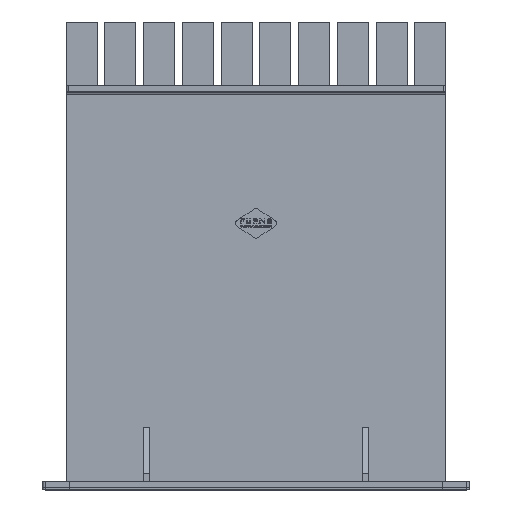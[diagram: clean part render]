
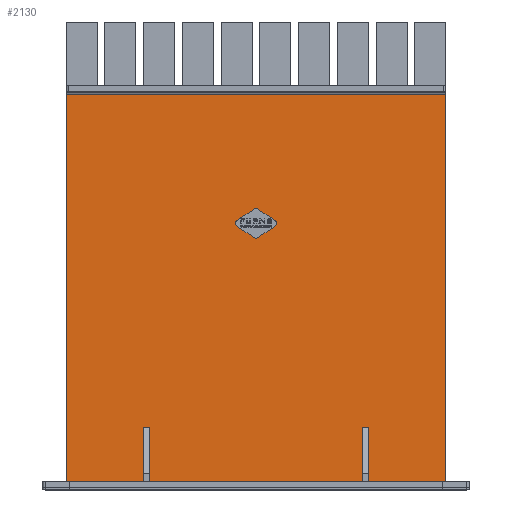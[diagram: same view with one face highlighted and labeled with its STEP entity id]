
A CAD part, top view. The second image highlights one B-rep face of the part: STEP entity #2130.
In plain terms, the highlighted planar face has unit normal (0, 0, 1).
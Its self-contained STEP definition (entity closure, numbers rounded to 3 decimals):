
#7 = ORIENTED_EDGE ( 'NONE', *, *, #16333, .F. ) ;
#50 = EDGE_CURVE ( 'NONE', #2873, #1263, #14784, .T. ) ;
#68 = EDGE_CURVE ( 'NONE', #4853, #13396, #1614, .T. ) ;
#179 = DIRECTION ( 'NONE',  ( 0., 1., 0. ) ) ;
#866 = VECTOR ( 'NONE', #12348, 1000. ) ;
#944 = ORIENTED_EDGE ( 'NONE', *, *, #68, .T. ) ;
#1263 = VERTEX_POINT ( 'NONE', #16757 ) ;
#1441 = VECTOR ( 'NONE', #19107, 1000. ) ;
#1499 = CARTESIAN_POINT ( 'NONE',  ( 75., -261., 0. ) ) ;
#1532 = CARTESIAN_POINT ( 'NONE',  ( -75., -261., 0. ) ) ;
#1601 = EDGE_CURVE ( 'NONE', #14897, #1263, #19838, .T. ) ;
#1614 = LINE ( 'NONE', #13196, #14035 ) ;
#1874 = CARTESIAN_POINT ( 'NONE',  ( -245., 244., 0. ) ) ;
#1907 = DIRECTION ( 'NONE',  ( -1., 0., 0. ) ) ;
#2006 = EDGE_CURVE ( 'NONE', #15520, #2873, #2211, .T. ) ;
#2130 = ADVANCED_FACE ( 'NONE', ( #8647 ), #10047, .F. ) ;
#2211 = LINE ( 'NONE', #20284, #6849 ) ;
#2873 = VERTEX_POINT ( 'NONE', #10630 ) ;
#3115 = ORIENTED_EDGE ( 'NONE', *, *, #13927, .T. ) ;
#3284 = VERTEX_POINT ( 'NONE', #5309 ) ;
#3372 = DIRECTION ( 'NONE',  ( 1., 0., 0. ) ) ;
#3437 = DIRECTION ( 'NONE',  ( 0., 1., 0. ) ) ;
#3633 = DIRECTION ( 'NONE',  ( 0., -1., 0. ) ) ;
#3677 = ORIENTED_EDGE ( 'NONE', *, *, #50, .F. ) ;
#3927 = EDGE_CURVE ( 'NONE', #12333, #7889, #16554, .T. ) ;
#4853 = VERTEX_POINT ( 'NONE', #6468 ) ;
#4897 = ORIENTED_EDGE ( 'NONE', *, *, #1601, .T. ) ;
#5128 = CARTESIAN_POINT ( 'NONE',  ( 75., -255., 0. ) ) ;
#5166 = LINE ( 'NONE', #1499, #5779 ) ;
#5309 = CARTESIAN_POINT ( 'NONE',  ( 245., -255., 0. ) ) ;
#5779 = VECTOR ( 'NONE', #3437, 1000. ) ;
#5944 = EDGE_CURVE ( 'NONE', #15520, #4853, #9353, .T. ) ;
#6202 = CARTESIAN_POINT ( 'NONE',  ( 105., -261., 0. ) ) ;
#6444 = EDGE_CURVE ( 'NONE', #18416, #13396, #5166, .T. ) ;
#6447 = DIRECTION ( 'NONE',  ( 0., 1., 0. ) ) ;
#6468 = CARTESIAN_POINT ( 'NONE',  ( -75., -255., 0. ) ) ;
#6821 = DIRECTION ( 'NONE',  ( 0., 1., 0. ) ) ;
#6849 = VECTOR ( 'NONE', #8753, 1000. ) ;
#6875 = CARTESIAN_POINT ( 'NONE',  ( -245., -255., 0. ) ) ;
#6984 = ORIENTED_EDGE ( 'NONE', *, *, #5944, .T. ) ;
#7217 = CARTESIAN_POINT ( 'NONE',  ( -245., 244., 0. ) ) ;
#7889 = VERTEX_POINT ( 'NONE', #9078 ) ;
#8097 = CARTESIAN_POINT ( 'NONE',  ( -245., -255., 0. ) ) ;
#8152 = ORIENTED_EDGE ( 'NONE', *, *, #2006, .F. ) ;
#8153 = VECTOR ( 'NONE', #179, 1000. ) ;
#8352 = CARTESIAN_POINT ( 'NONE',  ( -245., -255., 0. ) ) ;
#8461 = EDGE_LOOP ( 'NONE', ( #7, #13108, #4897, #3677, #8152, #6984, #944, #10169, #20430, #11866, #15458, #3115 ) ) ;
#8647 = FACE_OUTER_BOUND ( 'NONE', #8461, .T. ) ;
#8753 = DIRECTION ( 'NONE',  ( -1., 0., 0. ) ) ;
#9078 = CARTESIAN_POINT ( 'NONE',  ( 105., -255., 0. ) ) ;
#9353 = LINE ( 'NONE', #1532, #14351 ) ;
#9395 = AXIS2_PLACEMENT_3D ( 'NONE', #16569, #15166, #1907 ) ;
#9936 = CARTESIAN_POINT ( 'NONE',  ( 105., -261., 0. ) ) ;
#9943 = VECTOR ( 'NONE', #6447, 1000. ) ;
#10047 = PLANE ( 'NONE',  #9395 ) ;
#10169 = ORIENTED_EDGE ( 'NONE', *, *, #6444, .F. ) ;
#10580 = VECTOR ( 'NONE', #3372, 1000. ) ;
#10630 = CARTESIAN_POINT ( 'NONE',  ( -105., -261., 0. ) ) ;
#11423 = VECTOR ( 'NONE', #3633, 1000. ) ;
#11473 = DIRECTION ( 'NONE',  ( 1., 0., 0. ) ) ;
#11820 = VECTOR ( 'NONE', #6821, 1000. ) ;
#11866 = ORIENTED_EDGE ( 'NONE', *, *, #3927, .T. ) ;
#12333 = VERTEX_POINT ( 'NONE', #13367 ) ;
#12348 = DIRECTION ( 'NONE',  ( 1., 0., 0. ) ) ;
#13108 = ORIENTED_EDGE ( 'NONE', *, *, #18410, .T. ) ;
#13196 = CARTESIAN_POINT ( 'NONE',  ( -245., -255., 0. ) ) ;
#13367 = CARTESIAN_POINT ( 'NONE',  ( 105., -261., 0. ) ) ;
#13396 = VERTEX_POINT ( 'NONE', #5128 ) ;
#13451 = CARTESIAN_POINT ( 'NONE',  ( 245., -255., 0. ) ) ;
#13927 = EDGE_CURVE ( 'NONE', #3284, #16243, #18531, .T. ) ;
#13943 = CARTESIAN_POINT ( 'NONE',  ( -245., -255., 0. ) ) ;
#14035 = VECTOR ( 'NONE', #11473, 1000. ) ;
#14076 = VERTEX_POINT ( 'NONE', #1874 ) ;
#14351 = VECTOR ( 'NONE', #15874, 1000. ) ;
#14605 = CARTESIAN_POINT ( 'NONE',  ( 245., 244., 0. ) ) ;
#14784 = LINE ( 'NONE', #19693, #9943 ) ;
#14897 = VERTEX_POINT ( 'NONE', #6875 ) ;
#15083 = LINE ( 'NONE', #8352, #11423 ) ;
#15122 = LINE ( 'NONE', #7217, #19310 ) ;
#15166 = DIRECTION ( 'NONE',  ( 0., 0., -1. ) ) ;
#15390 = LINE ( 'NONE', #6202, #1441 ) ;
#15458 = ORIENTED_EDGE ( 'NONE', *, *, #16532, .T. ) ;
#15520 = VERTEX_POINT ( 'NONE', #20077 ) ;
#15536 = LINE ( 'NONE', #13943, #866 ) ;
#15874 = DIRECTION ( 'NONE',  ( 0., 1., 0. ) ) ;
#16243 = VERTEX_POINT ( 'NONE', #14605 ) ;
#16333 = EDGE_CURVE ( 'NONE', #14076, #16243, #15122, .T. ) ;
#16532 = EDGE_CURVE ( 'NONE', #7889, #3284, #15536, .T. ) ;
#16554 = LINE ( 'NONE', #9936, #8153 ) ;
#16569 = CARTESIAN_POINT ( 'NONE',  ( 0., 0., 0. ) ) ;
#16757 = CARTESIAN_POINT ( 'NONE',  ( -105., -255., 0. ) ) ;
#16931 = DIRECTION ( 'NONE',  ( 1., 0., 0. ) ) ;
#18410 = EDGE_CURVE ( 'NONE', #14076, #14897, #15083, .T. ) ;
#18416 = VERTEX_POINT ( 'NONE', #19877 ) ;
#18531 = LINE ( 'NONE', #13451, #11820 ) ;
#18606 = EDGE_CURVE ( 'NONE', #12333, #18416, #15390, .T. ) ;
#19107 = DIRECTION ( 'NONE',  ( -1., 0., 0. ) ) ;
#19310 = VECTOR ( 'NONE', #16931, 1000. ) ;
#19693 = CARTESIAN_POINT ( 'NONE',  ( -105., -261., 0. ) ) ;
#19838 = LINE ( 'NONE', #8097, #10580 ) ;
#19877 = CARTESIAN_POINT ( 'NONE',  ( 75., -261., 0. ) ) ;
#20077 = CARTESIAN_POINT ( 'NONE',  ( -75., -261., 0. ) ) ;
#20284 = CARTESIAN_POINT ( 'NONE',  ( -105., -261., 0. ) ) ;
#20430 = ORIENTED_EDGE ( 'NONE', *, *, #18606, .F. ) ;
